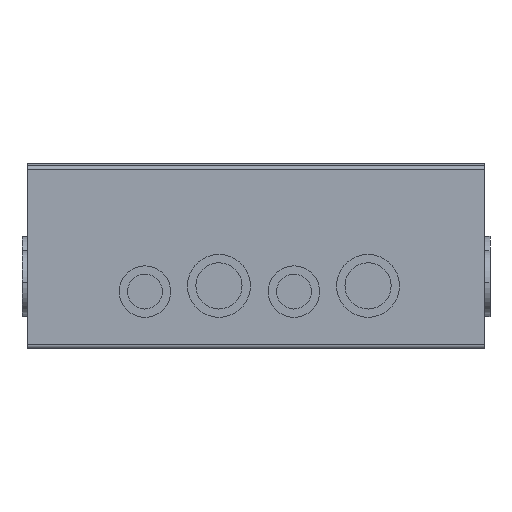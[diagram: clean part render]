
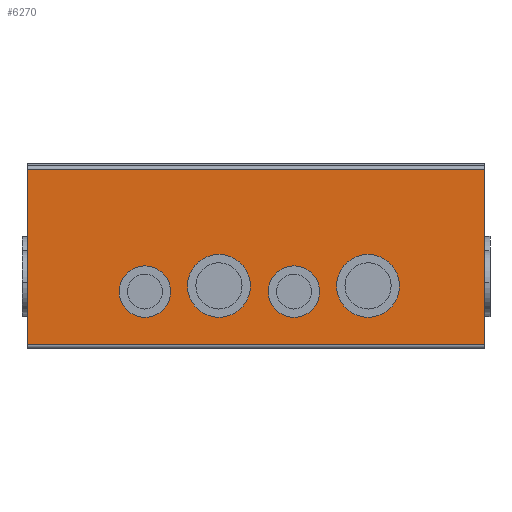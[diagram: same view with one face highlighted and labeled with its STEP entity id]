
A CAD part, left-side view. The second image highlights one B-rep face of the part: STEP entity #6270.
In plain terms, the highlighted planar face has unit normal (-1, 0, 0).
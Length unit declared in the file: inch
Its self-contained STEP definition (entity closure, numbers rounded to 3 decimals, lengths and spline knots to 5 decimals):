
#235 = CARTESIAN_POINT ( 'NONE',  ( -5., -0.83, 1.25 ) ) ;
#307 = DIRECTION ( 'NONE',  ( 0., 0., -1. ) ) ;
#337 = EDGE_CURVE ( 'NONE', #10912, #9162, #3464, .T. ) ;
#386 = DIRECTION ( 'NONE',  ( 1., 0., 0. ) ) ;
#427 = CIRCLE ( 'NONE', #10518, 0.6875 ) ;
#466 = VERTEX_POINT ( 'NONE', #6486 ) ;
#478 = VERTEX_POINT ( 'NONE', #10306 ) ;
#489 = EDGE_CURVE ( 'NONE', #466, #6131, #1993, .T. ) ;
#588 = EDGE_LOOP ( 'NONE', ( #2545, #10871 ) ) ;
#631 = ORIENTED_EDGE ( 'NONE', *, *, #1318, .T. ) ;
#768 = DIRECTION ( 'NONE',  ( -1., 0., 0. ) ) ;
#824 = DIRECTION ( 'NONE',  ( 0., 0., -1. ) ) ;
#851 = VERTEX_POINT ( 'NONE', #5499 ) ;
#943 = ORIENTED_EDGE ( 'NONE', *, *, #3606, .F. ) ;
#957 = CARTESIAN_POINT ( 'NONE',  ( -5., 2.43, 1.25 ) ) ;
#1026 = EDGE_CURVE ( 'NONE', #478, #1796, #10115, .T. ) ;
#1036 = EDGE_CURVE ( 'NONE', #851, #11151, #427, .T. ) ;
#1120 = CARTESIAN_POINT ( 'NONE',  ( -5., -0.83, 0.6875 ) ) ;
#1212 = AXIS2_PLACEMENT_3D ( 'NONE', #1823, #4752, #9509 ) ;
#1318 = EDGE_CURVE ( 'NONE', #2703, #8740, #10922, .T. ) ;
#1667 = CIRCLE ( 'NONE', #6230, 0.6875 ) ;
#1773 = PLANE ( 'NONE',  #12133 ) ;
#1796 = VERTEX_POINT ( 'NONE', #2148 ) ;
#1823 = CARTESIAN_POINT ( 'NONE',  ( -5., 0.81, 1.375 ) ) ;
#1855 = EDGE_CURVE ( 'NONE', #2703, #8985, #4720, .T. ) ;
#1993 = CIRCLE ( 'NONE', #5369, 0.5625 ) ;
#2036 = DIRECTION ( 'NONE',  ( -1., 0., 0. ) ) ;
#2073 = AXIS2_PLACEMENT_3D ( 'NONE', #3350, #10151, #7316 ) ;
#2148 = CARTESIAN_POINT ( 'NONE',  ( -5., 0.81, 2.0625 ) ) ;
#2407 = EDGE_CURVE ( 'NONE', #4316, #8985, #5178, .T. ) ;
#2545 = ORIENTED_EDGE ( 'NONE', *, *, #1036, .F. ) ;
#2703 = VERTEX_POINT ( 'NONE', #9653 ) ;
#2716 = FACE_BOUND ( 'NONE', #6931, .T. ) ;
#2773 = CARTESIAN_POINT ( 'NONE',  ( -5., -5., 0.047 ) ) ;
#3003 = CARTESIAN_POINT ( 'NONE',  ( -5., 5., 3.914 ) ) ;
#3211 = EDGE_LOOP ( 'NONE', ( #7333, #6694 ) ) ;
#3269 = CIRCLE ( 'NONE', #4460, 0.6875 ) ;
#3302 = CARTESIAN_POINT ( 'NONE',  ( -5., 5., 0.086 ) ) ;
#3350 = CARTESIAN_POINT ( 'NONE',  ( -5., 2.43, 1.25 ) ) ;
#3378 = DIRECTION ( 'NONE',  ( -1., 0., 0. ) ) ;
#3464 = CIRCLE ( 'NONE', #6829, 0.5625 ) ;
#3483 = EDGE_CURVE ( 'NONE', #9162, #10912, #7818, .T. ) ;
#3559 = DIRECTION ( 'NONE',  ( 0., 0., 1. ) ) ;
#3606 = EDGE_CURVE ( 'NONE', #6131, #466, #10392, .T. ) ;
#3617 = CARTESIAN_POINT ( 'NONE',  ( -5., -5., 0.057 ) ) ;
#4316 = VERTEX_POINT ( 'NONE', #3003 ) ;
#4381 = ORIENTED_EDGE ( 'NONE', *, *, #3483, .F. ) ;
#4460 = AXIS2_PLACEMENT_3D ( 'NONE', #8213, #11997, #11112 ) ;
#4506 = DIRECTION ( 'NONE',  ( 0., -1., 0. ) ) ;
#4700 = DIRECTION ( 'NONE',  ( -1., 0., 0. ) ) ;
#4720 = LINE ( 'NONE', #9530, #9548 ) ;
#4752 = DIRECTION ( 'NONE',  ( -1., 0., 0. ) ) ;
#5178 = LINE ( 'NONE', #6123, #10157 ) ;
#5369 = AXIS2_PLACEMENT_3D ( 'NONE', #957, #768, #824 ) ;
#5499 = CARTESIAN_POINT ( 'NONE',  ( -5., -2.45, 0.6875 ) ) ;
#5612 = CARTESIAN_POINT ( 'NONE',  ( -5., -5., 3.914 ) ) ;
#6001 = ORIENTED_EDGE ( 'NONE', *, *, #1855, .F. ) ;
#6092 = DIRECTION ( 'NONE',  ( 0., 0., -1. ) ) ;
#6123 = CARTESIAN_POINT ( 'NONE',  ( -5., 5., 0.057 ) ) ;
#6131 = VERTEX_POINT ( 'NONE', #7073 ) ;
#6230 = AXIS2_PLACEMENT_3D ( 'NONE', #7933, #8875, #6092 ) ;
#6270 = ADVANCED_FACE ( 'NONE', ( #6441, #2716, #6508, #11267, #10272 ), #1773, .F. ) ;
#6310 = CARTESIAN_POINT ( 'NONE',  ( -5., -5., 3.914 ) ) ;
#6439 = EDGE_LOOP ( 'NONE', ( #8000, #8506, #6001, #631 ) ) ;
#6441 = FACE_OUTER_BOUND ( 'NONE', #6439, .T. ) ;
#6486 = CARTESIAN_POINT ( 'NONE',  ( -5., 2.43, 0.6875 ) ) ;
#6508 = FACE_BOUND ( 'NONE', #3211, .T. ) ;
#6694 = ORIENTED_EDGE ( 'NONE', *, *, #7256, .F. ) ;
#6776 = VECTOR ( 'NONE', #3559, 39.37008 ) ;
#6790 = DIRECTION ( 'NONE',  ( 0., 0., -1. ) ) ;
#6829 = AXIS2_PLACEMENT_3D ( 'NONE', #7108, #3378, #9084 ) ;
#6931 = EDGE_LOOP ( 'NONE', ( #10984, #943 ) ) ;
#6937 = CARTESIAN_POINT ( 'NONE',  ( -5., -0.83, 1.8125 ) ) ;
#7073 = CARTESIAN_POINT ( 'NONE',  ( -5., 2.43, 1.8125 ) ) ;
#7108 = CARTESIAN_POINT ( 'NONE',  ( -5., -0.83, 1.25 ) ) ;
#7256 = EDGE_CURVE ( 'NONE', #1796, #478, #1667, .T. ) ;
#7316 = DIRECTION ( 'NONE',  ( 0., 0., -1. ) ) ;
#7333 = ORIENTED_EDGE ( 'NONE', *, *, #1026, .F. ) ;
#7599 = ORIENTED_EDGE ( 'NONE', *, *, #337, .F. ) ;
#7618 = DIRECTION ( 'NONE',  ( 0., 1., 0. ) ) ;
#7787 = EDGE_CURVE ( 'NONE', #11151, #851, #3269, .T. ) ;
#7818 = CIRCLE ( 'NONE', #8214, 0.5625 ) ;
#7858 = EDGE_CURVE ( 'NONE', #4316, #8740, #10252, .T. ) ;
#7933 = CARTESIAN_POINT ( 'NONE',  ( -5., 0.81, 1.375 ) ) ;
#8000 = ORIENTED_EDGE ( 'NONE', *, *, #7858, .F. ) ;
#8164 = CARTESIAN_POINT ( 'NONE',  ( -5., -2.45, 2.0625 ) ) ;
#8213 = CARTESIAN_POINT ( 'NONE',  ( -5., -2.45, 1.375 ) ) ;
#8214 = AXIS2_PLACEMENT_3D ( 'NONE', #235, #2036, #307 ) ;
#8506 = ORIENTED_EDGE ( 'NONE', *, *, #2407, .T. ) ;
#8740 = VERTEX_POINT ( 'NONE', #5612 ) ;
#8875 = DIRECTION ( 'NONE',  ( -1., 0., 0. ) ) ;
#8985 = VERTEX_POINT ( 'NONE', #3302 ) ;
#9084 = DIRECTION ( 'NONE',  ( 0., 0., -1. ) ) ;
#9162 = VERTEX_POINT ( 'NONE', #1120 ) ;
#9390 = CARTESIAN_POINT ( 'NONE',  ( -5., -2.45, 1.375 ) ) ;
#9509 = DIRECTION ( 'NONE',  ( 0., 0., -1. ) ) ;
#9530 = CARTESIAN_POINT ( 'NONE',  ( -5., -5., 0.086 ) ) ;
#9548 = VECTOR ( 'NONE', #7618, 39.37008 ) ;
#9653 = CARTESIAN_POINT ( 'NONE',  ( -5., -5., 0.086 ) ) ;
#10108 = EDGE_LOOP ( 'NONE', ( #4381, #7599 ) ) ;
#10115 = CIRCLE ( 'NONE', #1212, 0.6875 ) ;
#10151 = DIRECTION ( 'NONE',  ( -1., 0., 0. ) ) ;
#10157 = VECTOR ( 'NONE', #11819, 39.37008 ) ;
#10252 = LINE ( 'NONE', #6310, #10575 ) ;
#10272 = FACE_BOUND ( 'NONE', #10108, .T. ) ;
#10306 = CARTESIAN_POINT ( 'NONE',  ( -5., 0.81, 0.6875 ) ) ;
#10392 = CIRCLE ( 'NONE', #2073, 0.5625 ) ;
#10518 = AXIS2_PLACEMENT_3D ( 'NONE', #9390, #4700, #6790 ) ;
#10575 = VECTOR ( 'NONE', #4506, 39.37008 ) ;
#10676 = DIRECTION ( 'NONE',  ( 0., 0., -1. ) ) ;
#10871 = ORIENTED_EDGE ( 'NONE', *, *, #7787, .F. ) ;
#10912 = VERTEX_POINT ( 'NONE', #6937 ) ;
#10922 = LINE ( 'NONE', #3617, #6776 ) ;
#10984 = ORIENTED_EDGE ( 'NONE', *, *, #489, .F. ) ;
#11112 = DIRECTION ( 'NONE',  ( 0., 0., -1. ) ) ;
#11151 = VERTEX_POINT ( 'NONE', #8164 ) ;
#11267 = FACE_BOUND ( 'NONE', #588, .T. ) ;
#11819 = DIRECTION ( 'NONE',  ( 0., 0., -1. ) ) ;
#11997 = DIRECTION ( 'NONE',  ( -1., 0., 0. ) ) ;
#12133 = AXIS2_PLACEMENT_3D ( 'NONE', #2773, #386, #10676 ) ;
